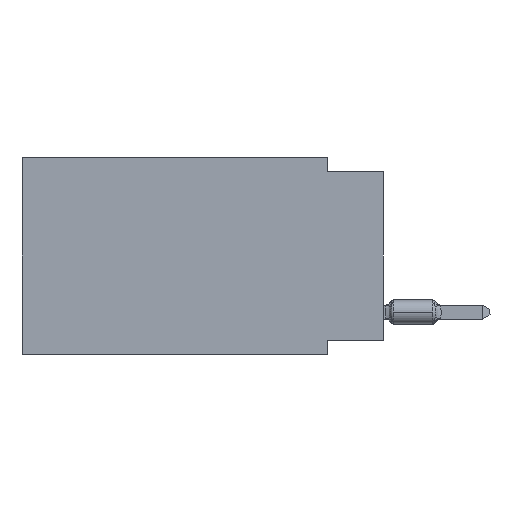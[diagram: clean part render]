
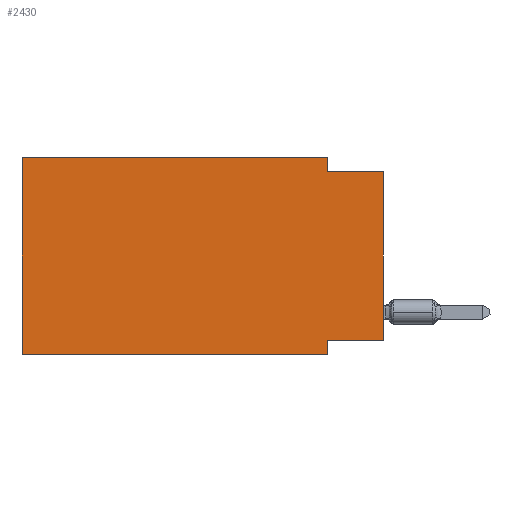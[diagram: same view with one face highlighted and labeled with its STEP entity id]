
A CAD part, left-side view. The second image highlights one B-rep face of the part: STEP entity #2430.
In plain terms, the highlighted planar face has unit normal (-1, 0, 0).
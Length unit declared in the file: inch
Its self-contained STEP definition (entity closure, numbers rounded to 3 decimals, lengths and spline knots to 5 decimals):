
#102 = DIRECTION ( 'NONE',  ( 0., -1., 0. ) ) ;
#384 = VERTEX_POINT ( 'NONE', #905 ) ;
#551 = CARTESIAN_POINT ( 'NONE',  ( 0., 0.1, -0.35 ) ) ;
#591 = DIRECTION ( 'NONE',  ( 0., -1., 0. ) ) ;
#712 = VECTOR ( 'NONE', #4146, 39.37008 ) ;
#905 = CARTESIAN_POINT ( 'NONE',  ( 0., 0.1, 0. ) ) ;
#1753 = CARTESIAN_POINT ( 'NONE',  ( 0., 0., -0.025 ) ) ;
#1965 = VERTEX_POINT ( 'NONE', #12179 ) ;
#2234 = EDGE_CURVE ( 'NONE', #1965, #13013, #12847, .T. ) ;
#2430 = ADVANCED_FACE ( 'NONE', ( #4306 ), #8152, .F. ) ;
#2735 = VERTEX_POINT ( 'NONE', #9156 ) ;
#2988 = EDGE_CURVE ( 'NONE', #5239, #8543, #4873, .T. ) ;
#3026 = VECTOR ( 'NONE', #11358, 39.37008 ) ;
#3297 = CARTESIAN_POINT ( 'NONE',  ( 0., 0., -0.325 ) ) ;
#3322 = VECTOR ( 'NONE', #591, 39.37008 ) ;
#3358 = ORIENTED_EDGE ( 'NONE', *, *, #2988, .F. ) ;
#3397 = DIRECTION ( 'NONE',  ( 0., 0., 1. ) ) ;
#3572 = ORIENTED_EDGE ( 'NONE', *, *, #7558, .F. ) ;
#3840 = VECTOR ( 'NONE', #3397, 39.37008 ) ;
#3938 = VECTOR ( 'NONE', #102, 39.37008 ) ;
#4146 = DIRECTION ( 'NONE',  ( 0., 0., -1. ) ) ;
#4306 = FACE_OUTER_BOUND ( 'NONE', #10458, .T. ) ;
#4346 = ORIENTED_EDGE ( 'NONE', *, *, #4854, .F. ) ;
#4854 = EDGE_CURVE ( 'NONE', #6199, #384, #5773, .T. ) ;
#4873 = LINE ( 'NONE', #14096, #3938 ) ;
#4903 = CARTESIAN_POINT ( 'NONE',  ( 0., 0., 0. ) ) ;
#4945 = CARTESIAN_POINT ( 'NONE',  ( 0., 0.645, 0. ) ) ;
#4966 = CARTESIAN_POINT ( 'NONE',  ( 0., 0., -0.325 ) ) ;
#4992 = LINE ( 'NONE', #4903, #3026 ) ;
#5188 = ORIENTED_EDGE ( 'NONE', *, *, #2234, .F. ) ;
#5239 = VERTEX_POINT ( 'NONE', #7841 ) ;
#5428 = DIRECTION ( 'NONE',  ( 0., -1., 0. ) ) ;
#5773 = LINE ( 'NONE', #13719, #3322 ) ;
#5777 = EDGE_CURVE ( 'NONE', #14556, #1965, #15187, .T. ) ;
#6199 = VERTEX_POINT ( 'NONE', #4945 ) ;
#6738 = DIRECTION ( 'NONE',  ( 1., 0., 0. ) ) ;
#6968 = EDGE_CURVE ( 'NONE', #384, #5239, #7186, .T. ) ;
#7122 = EDGE_CURVE ( 'NONE', #14556, #8543, #4992, .T. ) ;
#7186 = LINE ( 'NONE', #8277, #11842 ) ;
#7558 = EDGE_CURVE ( 'NONE', #2735, #6199, #9759, .T. ) ;
#7841 = CARTESIAN_POINT ( 'NONE',  ( 0., 0.1, -0.025 ) ) ;
#8152 = PLANE ( 'NONE',  #12726 ) ;
#8277 = CARTESIAN_POINT ( 'NONE',  ( 0., 0.1, 0. ) ) ;
#8543 = VERTEX_POINT ( 'NONE', #1753 ) ;
#9156 = CARTESIAN_POINT ( 'NONE',  ( 0., 0.645, -0.35 ) ) ;
#9574 = VECTOR ( 'NONE', #5428, 39.37008 ) ;
#9759 = LINE ( 'NONE', #14863, #3840 ) ;
#10103 = VECTOR ( 'NONE', #12504, 39.37008 ) ;
#10458 = EDGE_LOOP ( 'NONE', ( #14492, #3358, #15255, #4346, #3572, #11643, #5188, #12157 ) ) ;
#11358 = DIRECTION ( 'NONE',  ( 0., 0., 1. ) ) ;
#11635 = CARTESIAN_POINT ( 'NONE',  ( 0., 0.645, -0.35 ) ) ;
#11643 = ORIENTED_EDGE ( 'NONE', *, *, #12572, .T. ) ;
#11842 = VECTOR ( 'NONE', #13379, 39.37008 ) ;
#12157 = ORIENTED_EDGE ( 'NONE', *, *, #5777, .F. ) ;
#12179 = CARTESIAN_POINT ( 'NONE',  ( 0., 0.1, -0.325 ) ) ;
#12504 = DIRECTION ( 'NONE',  ( 0., 1., 0. ) ) ;
#12572 = EDGE_CURVE ( 'NONE', #2735, #13013, #12963, .T. ) ;
#12726 = AXIS2_PLACEMENT_3D ( 'NONE', #13266, #6738, #15705 ) ;
#12847 = LINE ( 'NONE', #15284, #712 ) ;
#12963 = LINE ( 'NONE', #11635, #9574 ) ;
#13013 = VERTEX_POINT ( 'NONE', #551 ) ;
#13266 = CARTESIAN_POINT ( 'NONE',  ( 0., 0.645, 0. ) ) ;
#13379 = DIRECTION ( 'NONE',  ( 0., 0., -1. ) ) ;
#13719 = CARTESIAN_POINT ( 'NONE',  ( 0., 0.645, 0. ) ) ;
#14096 = CARTESIAN_POINT ( 'NONE',  ( 0., 0., -0.025 ) ) ;
#14492 = ORIENTED_EDGE ( 'NONE', *, *, #7122, .T. ) ;
#14556 = VERTEX_POINT ( 'NONE', #3297 ) ;
#14863 = CARTESIAN_POINT ( 'NONE',  ( 0., 0.645, 0. ) ) ;
#15187 = LINE ( 'NONE', #4966, #10103 ) ;
#15255 = ORIENTED_EDGE ( 'NONE', *, *, #6968, .F. ) ;
#15284 = CARTESIAN_POINT ( 'NONE',  ( 0., 0.1, -0.35 ) ) ;
#15705 = DIRECTION ( 'NONE',  ( 0., 0., -1. ) ) ;
